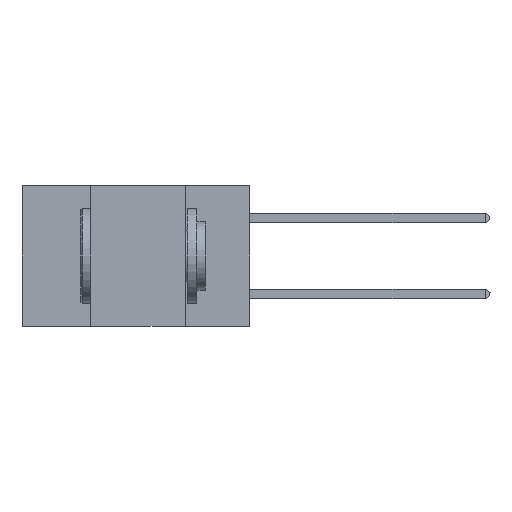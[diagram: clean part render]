
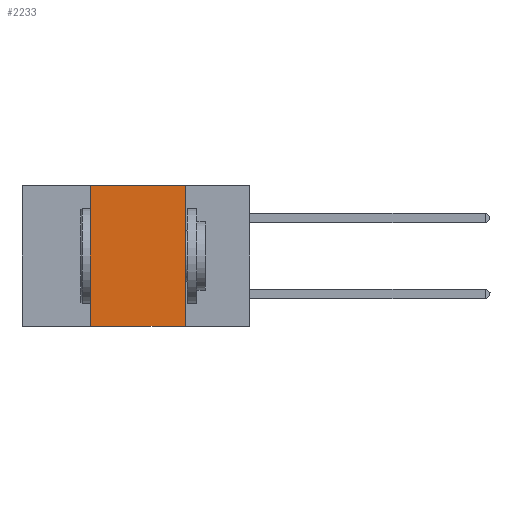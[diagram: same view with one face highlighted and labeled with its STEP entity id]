
A CAD part, left-side view. The second image highlights one B-rep face of the part: STEP entity #2233.
In plain terms, the highlighted planar face has unit normal (-1, 0, 0).
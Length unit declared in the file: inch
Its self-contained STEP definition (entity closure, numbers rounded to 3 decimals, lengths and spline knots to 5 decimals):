
#406 = LINE ( 'NONE', #13916, #8020 ) ;
#674 = CARTESIAN_POINT ( 'NONE',  ( 0., 0.6, 0. ) ) ;
#2233 = ADVANCED_FACE ( 'NONE', ( #11528 ), #16832, .F. ) ;
#2636 = VERTEX_POINT ( 'NONE', #10971 ) ;
#2897 = VERTEX_POINT ( 'NONE', #15540 ) ;
#3533 = ORIENTED_EDGE ( 'NONE', *, *, #9828, .F. ) ;
#4600 = CARTESIAN_POINT ( 'NONE',  ( 0., 0.42, 0. ) ) ;
#5321 = VECTOR ( 'NONE', #13918, 39.37008 ) ;
#5554 = LINE ( 'NONE', #7041, #5321 ) ;
#7041 = CARTESIAN_POINT ( 'NONE',  ( 0., 0.42, 0. ) ) ;
#7488 = DIRECTION ( 'NONE',  ( 0., 0., -1. ) ) ;
#7507 = EDGE_LOOP ( 'NONE', ( #3533, #12373, #13254, #10390 ) ) ;
#8020 = VECTOR ( 'NONE', #9845, 39.37008 ) ;
#8751 = CARTESIAN_POINT ( 'NONE',  ( 0., 0.6, 0. ) ) ;
#8960 = VECTOR ( 'NONE', #16777, 39.37008 ) ;
#9828 = EDGE_CURVE ( 'NONE', #2636, #16530, #406, .T. ) ;
#9845 = DIRECTION ( 'NONE',  ( 0., 0., -1. ) ) ;
#10390 = ORIENTED_EDGE ( 'NONE', *, *, #16793, .T. ) ;
#10572 = AXIS2_PLACEMENT_3D ( 'NONE', #674, #11524, #7488 ) ;
#10971 = CARTESIAN_POINT ( 'NONE',  ( 0., 0.17, 0. ) ) ;
#11072 = DIRECTION ( 'NONE',  ( 0., -1., 0. ) ) ;
#11524 = DIRECTION ( 'NONE',  ( 1., 0., 0. ) ) ;
#11528 = FACE_OUTER_BOUND ( 'NONE', #7507, .T. ) ;
#11700 = VECTOR ( 'NONE', #11072, 39.37008 ) ;
#12285 = VERTEX_POINT ( 'NONE', #4600 ) ;
#12373 = ORIENTED_EDGE ( 'NONE', *, *, #13393, .F. ) ;
#12481 = CARTESIAN_POINT ( 'NONE',  ( 0., 0.6, -0.37 ) ) ;
#12617 = EDGE_CURVE ( 'NONE', #2897, #12285, #5554, .T. ) ;
#13254 = ORIENTED_EDGE ( 'NONE', *, *, #12617, .F. ) ;
#13393 = EDGE_CURVE ( 'NONE', #12285, #2636, #15278, .T. ) ;
#13916 = CARTESIAN_POINT ( 'NONE',  ( 0., 0.17, 0. ) ) ;
#13918 = DIRECTION ( 'NONE',  ( 0., 0., 1. ) ) ;
#14209 = CARTESIAN_POINT ( 'NONE',  ( 0., 0.17, -0.37 ) ) ;
#15256 = LINE ( 'NONE', #12481, #11700 ) ;
#15278 = LINE ( 'NONE', #8751, #8960 ) ;
#15540 = CARTESIAN_POINT ( 'NONE',  ( 0., 0.42, -0.37 ) ) ;
#16530 = VERTEX_POINT ( 'NONE', #14209 ) ;
#16777 = DIRECTION ( 'NONE',  ( 0., -1., 0. ) ) ;
#16793 = EDGE_CURVE ( 'NONE', #2897, #16530, #15256, .T. ) ;
#16832 = PLANE ( 'NONE',  #10572 ) ;
